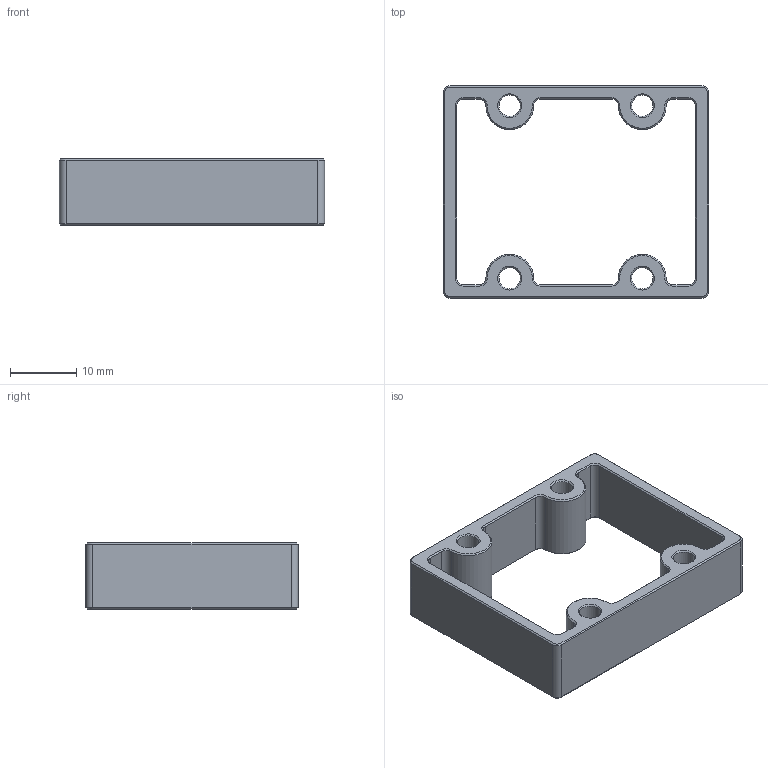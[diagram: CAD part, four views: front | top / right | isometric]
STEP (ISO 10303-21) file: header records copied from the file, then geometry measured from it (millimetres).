
FILE_DESCRIPTION(/* description */ (''),/* implementation_level */ '2;1');
FILE_NAME(/* name */ 'V6 Receiver Top.step',/* time_stamp */ '2019-07-31T12:58:46+01:00',/* author */ (''),/* organization */ (''),/* preprocessor_version */ 'ST-DEVELOPER v18',/* originating_system */ 'Autodesk Translation Framework v8.2.0.1029',/* authorisation */ '');
FILE_SCHEMA (('AUTOMOTIVE_DESIGN { 1 0 10303 214 3 1 1 }'));
Length unit declared in the file: millimetre
Products named in the file (2): V6 Receiver Top; V6 Receiver Top_1
Assembly tree (1 placements, depth 2):
  V6 Receiver Top
    V6 Receiver Top_1
Bounding box: 40 x 32 x 10 mm (x, y, z)
Volume: 3504.5 mm3; surface area: 3924.5 mm2
Topology: 1 solids, 1 shells, 110 faces, 252 edges, 144 vertices
Faces by surface type: cone 48, plane 38, cylinder 24
Full cylindrical faces by diameter (mm): 3.2 x4
Entity records: 3125 total; most frequent: DIRECTION 576, CARTESIAN_POINT 510, ORIENTED_EDGE 504, EDGE_CURVE 252, AXIS2_PLACEMENT_3D 210, LINE 156, VECTOR 156, VERTEX_POINT 144
